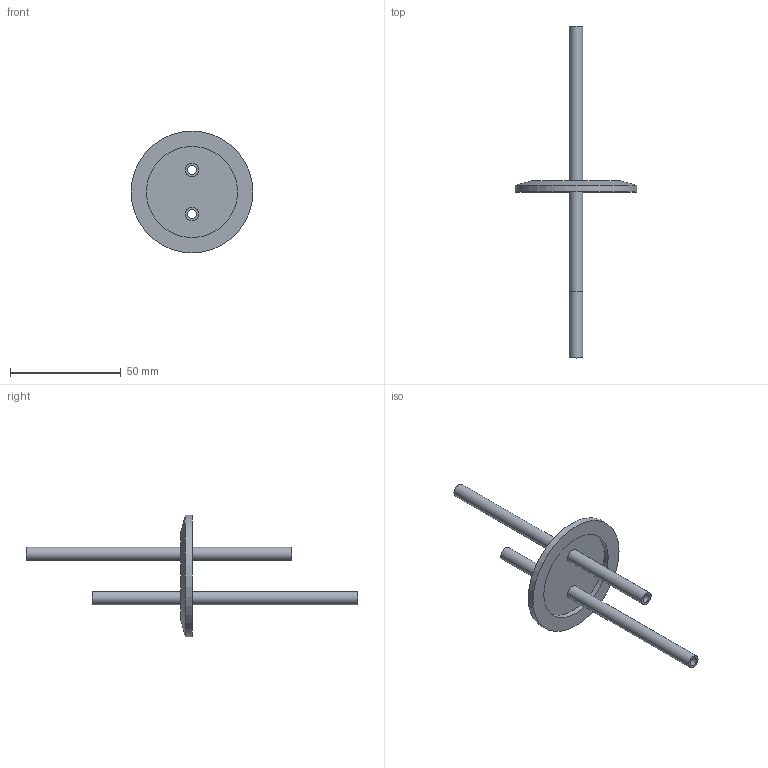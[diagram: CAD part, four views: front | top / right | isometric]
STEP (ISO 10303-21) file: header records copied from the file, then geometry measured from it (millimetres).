
FILE_DESCRIPTION(/* description */ (''),/* implementation_level */ '2;1');
FILE_NAME(/* name */ 'FL-LF2-6MM-40KF.stp',/* time_stamp */ '2020-11-23T08:26:38+00:00',/* author */ ('Paul'),/* organization */ (''),/* preprocessor_version */ 'ST-DEVELOPER v18.1',/* originating_system */ 'Autodesk Inventor 2021',/* authorisation */ '');
FILE_SCHEMA (('AUTOMOTIVE_DESIGN { 1 0 10303 214 3 1 1 }'));
Length unit declared in the file: millimetre
Products named in the file (3): FL-LF2-6MM-40KF; FL-40KF; 6mm tube for tube end version
Assembly tree (3 placements, depth 2):
  FL-LF2-6MM-40KF
    6mm tube for tube end version  x2
    FL-40KF
Bounding box: 55 x 150 x 55 mm (x, y, z)
Volume: 11001.8 mm3; surface area: 13216.7 mm2
Topology: 3 solids, 3 shells, 16 faces, 26 edges, 17 vertices
Faces by surface type: cylinder 8, plane 7, cone 1
Full cylindrical faces by diameter (mm): 4 x2, 6 x4, 41.2 x1, 55 x1
Entity records: 423 total; most frequent: DIRECTION 69, CARTESIAN_POINT 51, ORIENTED_EDGE 40, AXIS2_PLACEMENT_3D 31, EDGE_CURVE 20, EDGE_LOOP 19, CIRCLE 13, VERTEX_POINT 13
